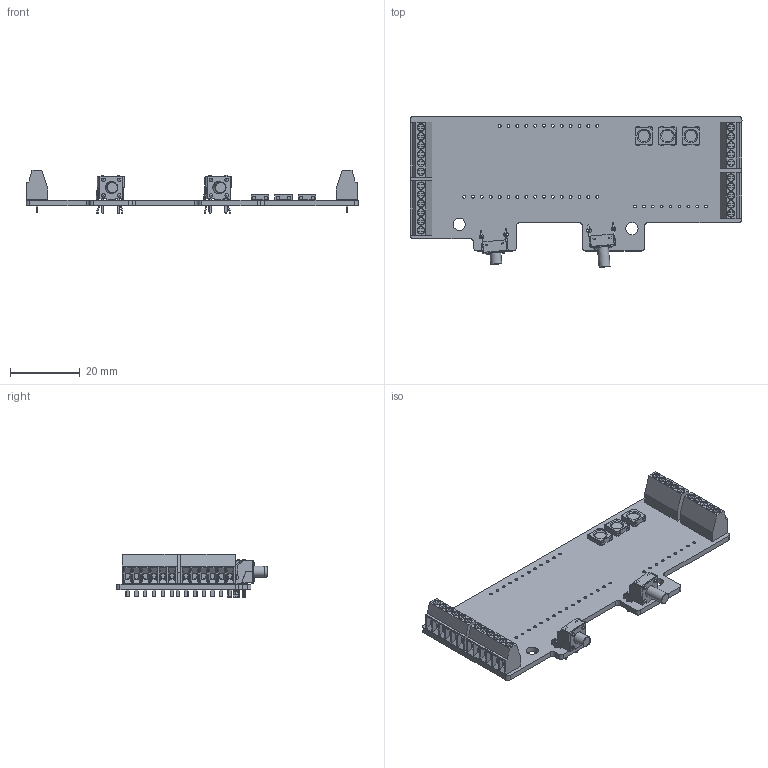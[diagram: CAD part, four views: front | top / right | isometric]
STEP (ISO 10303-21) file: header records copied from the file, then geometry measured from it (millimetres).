
FILE_DESCRIPTION(('KiCad electronic assembly'),'2;1');
FILE_NAME('cablebot_controller.step','2021-07-05T16:23:20',('An Author') ,('A Company'),'Open CASCADE STEP processor 7.5', 'KiCad to STEP converter','Unknown');
FILE_SCHEMA(('AUTOMOTIVE_DESIGN { 1 0 10303 214 1 1 1 1 }'));
Length unit declared in the file: millimetre
Products named in the file (12): Open CASCADE STEP translator 7.5 1; LED_WS2812B_PLCC4_5.0x5.0mm_P3.2mm; SOLID; SW_Tactile_SPST_Angled_PTS645Vx58-2LFS; TerminalBlock_Phoenix_MPT-0,5-5-2.54_1x05_P2.54mm_Horizontal; TerminalBlock_Phoenix_MPT-0,5-6-2.54_1x06_P2.54mm_Horizontal; SW_Tactile_SPST_Angled_PTS645Vx83-2LFS; COMPOUND
Assembly tree (15 placements, depth 3):
  Open CASCADE STEP translator 7.5 1
    LED_WS2812B_PLCC4_5.0x5.0mm_P3.2mm  x3
      SOLID
    SW_Tactile_SPST_Angled_PTS645Vx58-2LFS
      SOLID
    TerminalBlock_Phoenix_MPT-0,5-5-2.54_1x05_P2.54mm_Horizontal  x2
      SOLID
    TerminalBlock_Phoenix_MPT-0,5-6-2.54_1x06_P2.54mm_Horizontal  x2
      SOLID
    SW_Tactile_SPST_Angled_PTS645Vx83-2LFS
      SOLID
    COMPOUND
Bounding box: 95.05 x 43.23 x 12.49 mm (x, y, z)
Volume: 7684.5 mm3; surface area: 12771.3 mm2
Topology: 10 solids, 10 shells, 1344 faces, 3457 edges, 2242 vertices
Faces by surface type: plane 980, cylinder 263, bspline 88, sphere 8, cone 3, torus 2
Full cylindrical faces by diameter (mm): 0.762 x9, 0.8 x36, 0.99 x4, 1 x8, 1.1 x22, 1.2 x4, 1.3 x4, 2 x22, 2.2 x22, 3.14 x2, 3.333 x3, 3.5 x4
Entity records: 58663 total; most frequent: CARTESIAN_POINT 10411, DIRECTION 8099, LINE 4995, VECTOR 4995, ORIENTED_EDGE 4206, PCURVE 4206, DEFINITIONAL_REPRESENTATION 4206, EDGE_CURVE 2103
